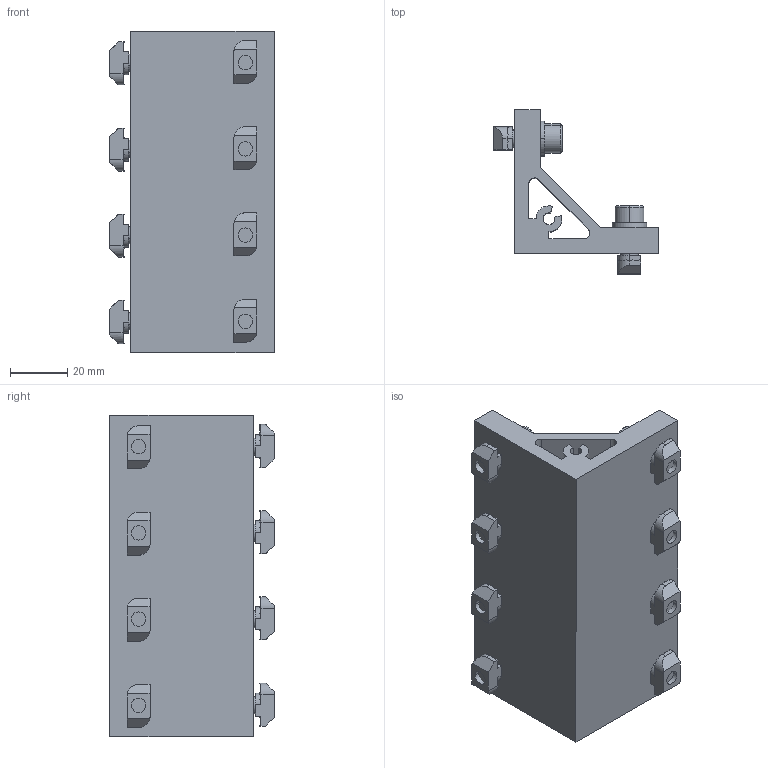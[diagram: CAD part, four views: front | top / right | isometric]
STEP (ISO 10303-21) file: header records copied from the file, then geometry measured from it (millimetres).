
FILE_DESCRIPTION (( 'STEP AP203' ), '1' );
FILE_NAME ('3.31.50.30.120.ST.STEP', '2014-06-24T08:06:22', ( 'USER' ), ( 'Microsoft' ), 'SwSTEP 2.0', 'SolidWorks 2012', '' );
FILE_SCHEMA (( 'CONFIG_CONTROL_DESIGN' ));
Length unit declared in the file: millimetre
Products named in the file (1): 3.31.50.30.120.ST
Bounding box: 57.2 x 57.2 x 112 mm (x, y, z)
Surface area: 42257.5 mm2 (no closed solid volume)
Topology: 0 solids, 41 shells, 329 faces, 1286 edges, 947 vertices
Faces by surface type: plane 184, cylinder 105, cone 24, torus 16
Entity records: 13406 total; most frequent: CARTESIAN_POINT 2939, DIRECTION 2217, ORIENTED_EDGE 1874, EDGE_CURVE 1270, VERTEX_POINT 947, LINE 743, VECTOR 743, AXIS2_PLACEMENT_3D 737
